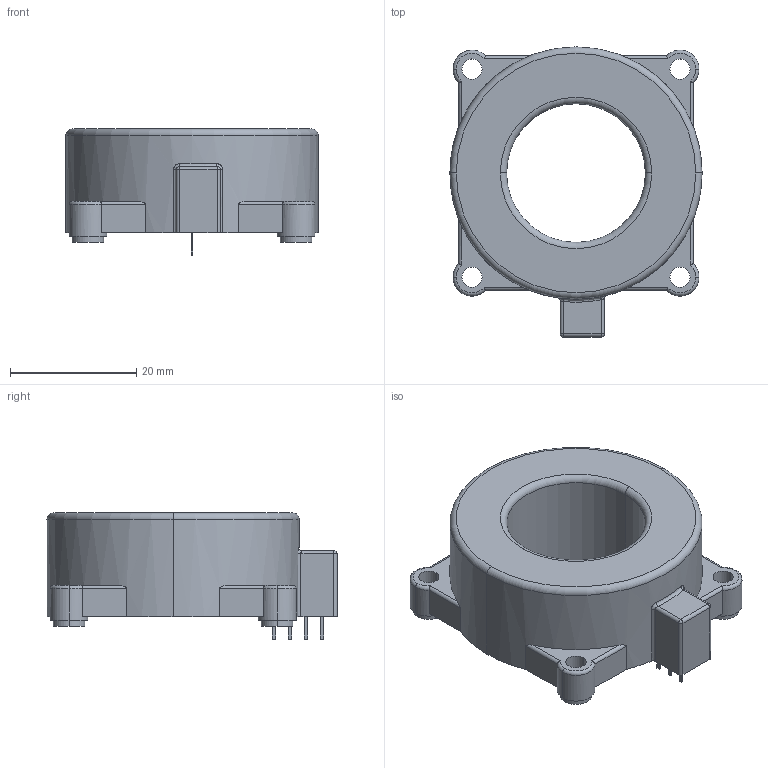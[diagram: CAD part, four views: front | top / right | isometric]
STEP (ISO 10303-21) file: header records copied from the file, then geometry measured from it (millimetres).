
FILE_DESCRIPTION(('CoCreate Modeling STEP Export'),'2;1');
FILE_NAME('HTFS_XXX-P series_blackbox.stp','2013-10-18T20:22:30',(''),(''),'CoCreate Modeling STEP processor for AP214 (Solid Model)','CoCreate Modeling 17.00A 17-Jun-2010 (C) Parametric Technology GmbH','');
FILE_SCHEMA(('AUTOMOTIVE_DESIGN { 1 0 10303 214 1 1 1 1 }'));
Length unit declared in the file: millimetre
Products named in the file (2): HTFS_xxx-P
Assembly tree (1 placements, depth 2):
  HTFS_xxx-P
    HTFS_xxx-P
Bounding box: 40 x 46 x 20 mm (x, y, z)
Volume: 15111.7 mm3; surface area: 6108.3 mm2
Topology: 1 solids, 1 shells, 144 faces, 356 edges, 222 vertices
Faces by surface type: cylinder 59, plane 58, torus 20, bspline 5, sphere 2
Entity records: 6083 total; most frequent: CARTESIAN_POINT 1811, ORIENTED_EDGE 708, DIRECTION 577, EDGE_CURVE 354, VERTEX_POINT 222, AXIS2_PLACEMENT_3D 200, VECTOR 177, LINE 177
